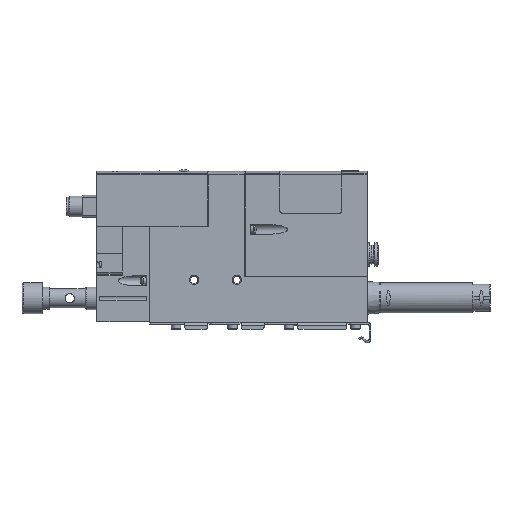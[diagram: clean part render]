
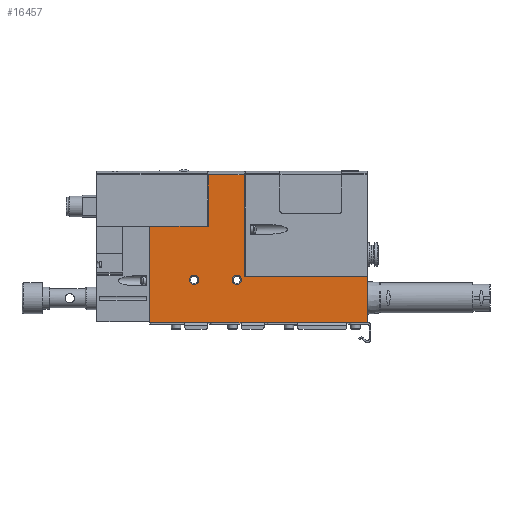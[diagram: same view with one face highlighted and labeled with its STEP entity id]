
A CAD part, top view. The second image highlights one B-rep face of the part: STEP entity #16457.
In plain terms, the highlighted planar face has unit normal (0, 0, 1).
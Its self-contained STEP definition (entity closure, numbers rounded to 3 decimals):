
#545=LINE('',#22474,#1511);
#636=LINE('',#22707,#1602);
#962=LINE('',#24010,#1928);
#966=LINE('',#24029,#1932);
#969=LINE('',#24037,#1935);
#976=LINE('',#24047,#1942);
#977=LINE('',#24049,#1943);
#979=LINE('',#24060,#1945);
#1511=VECTOR('',#18539,1000.);
#1602=VECTOR('',#18720,1000.);
#1928=VECTOR('',#20172,1000.);
#1932=VECTOR('',#20190,1000.);
#1935=VECTOR('',#20197,1000.);
#1942=VECTOR('',#20206,1000.);
#1943=VECTOR('',#20209,1000.);
#1945=VECTOR('',#20221,1000.);
#2522=PLANE('',#17598);
#4464=ORIENTED_EDGE('',*,*,#7195,.T.);
#4465=ORIENTED_EDGE('',*,*,#7196,.T.);
#4466=ORIENTED_EDGE('',*,*,#7191,.T.);
#4467=ORIENTED_EDGE('',*,*,#6531,.T.);
#4468=ORIENTED_EDGE('',*,*,#7169,.T.);
#4469=ORIENTED_EDGE('',*,*,#7179,.T.);
#4470=ORIENTED_EDGE('',*,*,#7183,.T.);
#4471=ORIENTED_EDGE('',*,*,#7190,.T.);
#4472=ORIENTED_EDGE('',*,*,#6412,.T.);
#4473=ORIENTED_EDGE('',*,*,#7197,.T.);
#6412=EDGE_CURVE('',#8138,#8147,#545,.T.);
#6531=EDGE_CURVE('',#8245,#8244,#636,.T.);
#7169=EDGE_CURVE('',#8244,#8658,#962,.T.);
#7179=EDGE_CURVE('',#8658,#8666,#966,.T.);
#7183=EDGE_CURVE('',#8666,#8669,#969,.T.);
#7190=EDGE_CURVE('',#8669,#8138,#976,.T.);
#7191=EDGE_CURVE('',#8672,#8245,#977,.T.);
#7195=EDGE_CURVE('',#8674,#8674,#9645,.T.);
#7196=EDGE_CURVE('',#8675,#8675,#9646,.T.);
#7197=EDGE_CURVE('',#8147,#8672,#979,.T.);
#8138=VERTEX_POINT('',#22455);
#8147=VERTEX_POINT('',#22473);
#8244=VERTEX_POINT('',#22706);
#8245=VERTEX_POINT('',#22708);
#8658=VERTEX_POINT('',#24009);
#8666=VERTEX_POINT('',#24028);
#8669=VERTEX_POINT('',#24036);
#8672=VERTEX_POINT('',#24050);
#8674=VERTEX_POINT('',#24057);
#8675=VERTEX_POINT('',#24059);
#9645=CIRCLE('',#17599,2.65);
#9646=CIRCLE('',#17600,2.65);
#10300=EDGE_LOOP('',(#4464));
#10301=EDGE_LOOP('',(#4465));
#10302=EDGE_LOOP('',(#4466,#4467,#4468,#4469,#4470,#4471,#4472,#4473));
#11264=FACE_BOUND('',#10300,.T.);
#11265=FACE_BOUND('',#10301,.T.);
#11266=FACE_BOUND('',#10302,.T.);
#16457=ADVANCED_FACE('',(#11264,#11265,#11266),#2522,.T.);
#17598=AXIS2_PLACEMENT_3D('',#24055,#20215,#20216);
#17599=AXIS2_PLACEMENT_3D('',#24056,#20217,#20218);
#17600=AXIS2_PLACEMENT_3D('',#24058,#20219,#20220);
#18539=DIRECTION('',(0.,1.,0.));
#18720=DIRECTION('',(-1.,0.,0.));
#20172=DIRECTION('',(0.,-1.,0.));
#20190=DIRECTION('',(1.,0.,0.));
#20197=DIRECTION('',(0.,1.,0.));
#20206=DIRECTION('',(-1.,0.,0.));
#20209=DIRECTION('',(0.,-1.,0.));
#20215=DIRECTION('',(0.,0.,1.));
#20216=DIRECTION('',(1.,0.,0.));
#20217=DIRECTION('',(0.,0.,-1.));
#20218=DIRECTION('',(-1.,0.,0.));
#20219=DIRECTION('',(0.,0.,-1.));
#20220=DIRECTION('',(-1.,0.,0.));
#20221=DIRECTION('',(-1.,0.,0.));
#22455=CARTESIAN_POINT('',(86.3,27.,10.25));
#22473=CARTESIAN_POINT('',(86.3,86.442,10.25));
#22474=CARTESIAN_POINT('',(86.3,27.,10.25));
#22706=CARTESIAN_POINT('',(31.,56.4,10.25));
#22707=CARTESIAN_POINT('',(65.3,56.4,10.25));
#22708=CARTESIAN_POINT('',(65.3,56.4,10.25));
#24009=CARTESIAN_POINT('',(31.,0.,10.25));
#24010=CARTESIAN_POINT('',(31.,56.4,10.25));
#24028=CARTESIAN_POINT('',(158.5,0.,10.25));
#24029=CARTESIAN_POINT('',(31.,0.,10.25));
#24036=CARTESIAN_POINT('',(158.5,27.,10.25));
#24037=CARTESIAN_POINT('',(158.5,0.,10.25));
#24047=CARTESIAN_POINT('',(158.5,27.,10.25));
#24049=CARTESIAN_POINT('',(65.3,90.,10.25));
#24050=CARTESIAN_POINT('',(65.3,86.442,10.25));
#24055=CARTESIAN_POINT('',(0.,0.,10.25));
#24056=CARTESIAN_POINT('',(82.,25.,10.25));
#24057=CARTESIAN_POINT('',(79.35,25.,10.25));
#24058=CARTESIAN_POINT('',(57.,25.,10.25));
#24059=CARTESIAN_POINT('',(54.35,25.,10.25));
#24060=CARTESIAN_POINT('',(86.3,86.442,10.25));
